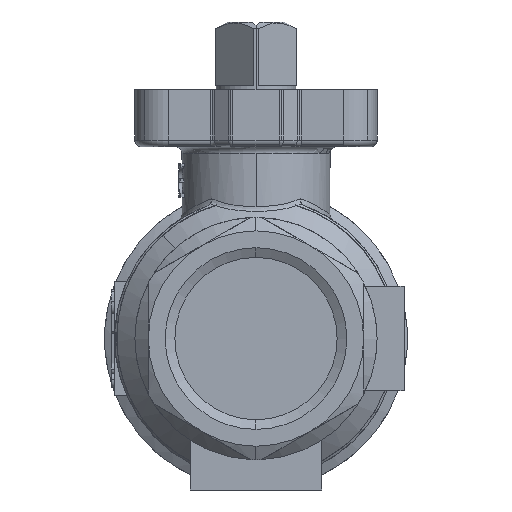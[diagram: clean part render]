
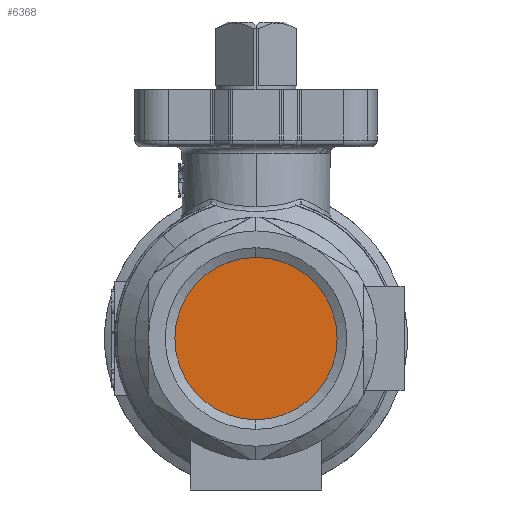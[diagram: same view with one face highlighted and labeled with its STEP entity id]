
A CAD part, left-side view. The second image highlights one B-rep face of the part: STEP entity #6368.
In plain terms, the highlighted planar face has unit normal (-1, 0, 0).
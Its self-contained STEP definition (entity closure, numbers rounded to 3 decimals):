
#3392=CARTESIAN_POINT('',(-22.,0.,-12.059));
#3393=VERTEX_POINT('',#3392);
#3400=CARTESIAN_POINT('',(-22.,-0.,12.059));
#3401=VERTEX_POINT('',#3400);
#3402=CARTESIAN_POINT('',(-22.,0.,0.));
#3403=DIRECTION('',(1.,-0.,-0.));
#3404=DIRECTION('',(0.,0.,-1.));
#3405=AXIS2_PLACEMENT_3D('',#3402,#3403,#3404);
#3406=CIRCLE('',#3405,12.059);
#3407=EDGE_CURVE('',#3393,#3401,#3406,.T.);
#6353=CARTESIAN_POINT('',(-22.,0.,-11.029));
#6354=DIRECTION('',(1.,0.,0.));
#6355=DIRECTION('',(0.,-0.,1.));
#6356=AXIS2_PLACEMENT_3D('',#6353,#6354,#6355);
#6357=PLANE('',#6356);
#6358=CARTESIAN_POINT('',(-22.,0.,0.));
#6359=DIRECTION('',(1.,-0.,-0.));
#6360=DIRECTION('',(0.,0.,-1.));
#6361=AXIS2_PLACEMENT_3D('',#6358,#6359,#6360);
#6362=CIRCLE('',#6361,12.059);
#6363=EDGE_CURVE('',#3401,#3393,#6362,.T.);
#6364=ORIENTED_EDGE('',*,*,#6363,.F.);
#6365=ORIENTED_EDGE('',*,*,#3407,.F.);
#6366=EDGE_LOOP('',(#6364,#6365));
#6367=FACE_BOUND('',#6366,.T.);
#6368=ADVANCED_FACE('',(#6367),#6357,.F.);
